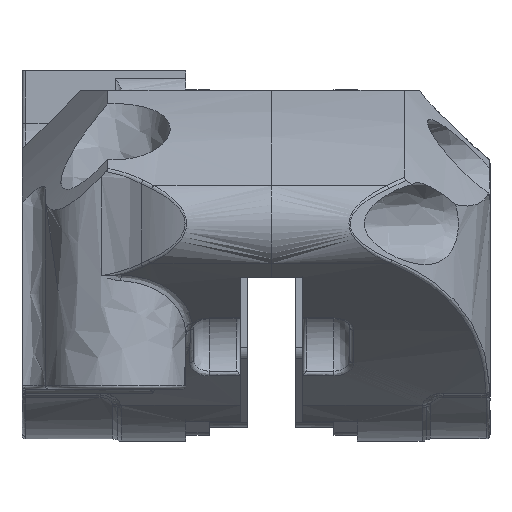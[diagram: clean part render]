
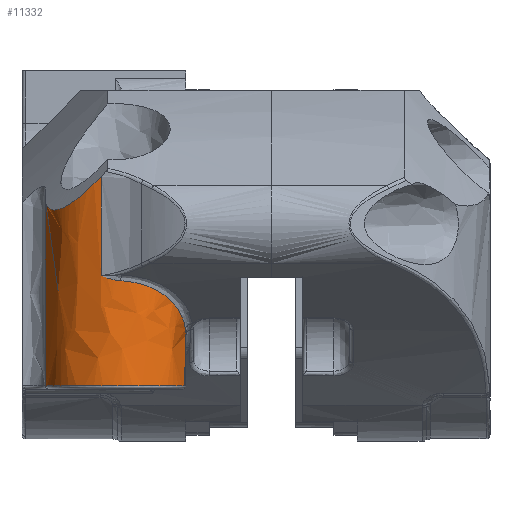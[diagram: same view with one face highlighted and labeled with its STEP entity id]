
A CAD part, front view. The second image highlights one B-rep face of the part: STEP entity #11332.
In plain terms, the highlighted free-form (B-spline) face has degree [1, 2] with [2, 7] control points.
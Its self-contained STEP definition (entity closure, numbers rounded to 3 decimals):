
#10172 = VERTEX_POINT('',#10173);
#10173 = CARTESIAN_POINT('',(-40.109,-56.706,
    9.889));
#10203 = VERTEX_POINT('',#10204);
#10204 = CARTESIAN_POINT('',(-19.896,-46.977,
    9.889));
#10212 = EDGE_CURVE('',#10203,#10172,#10213,.T.);
#10213 = ( BOUNDED_CURVE() B_SPLINE_CURVE(2,(#10214,#10215,#10216,#10217
    ,#10218,#10219,#10220),.UNSPECIFIED.,.F.,.F.) 
B_SPLINE_CURVE_WITH_KNOTS((3,2,2,3),(-8.277,-6.931,
-5.585,-4.238),.UNSPECIFIED.) CURVE() 
GEOMETRIC_REPRESENTATION_ITEM() RATIONAL_B_SPLINE_CURVE((1.,
    0.782,1.,0.782,1.,0.782,1.)) 
REPRESENTATION_ITEM('') );
#10214 = CARTESIAN_POINT('',(-19.896,-46.977,
    9.889));
#10215 = CARTESIAN_POINT('',(-12.139,-53.169,
    9.889));
#10216 = CARTESIAN_POINT('',(-16.448,-62.11,
    9.889));
#10217 = CARTESIAN_POINT('',(-20.757,-71.051,
    9.889));
#10218 = CARTESIAN_POINT('',(-30.433,-68.841,
    9.889));
#10219 = CARTESIAN_POINT('',(-40.109,-66.631,
    9.889));
#10220 = CARTESIAN_POINT('',(-40.109,-56.706,
    9.889));
#11006 = VERTEX_POINT('',#11007);
#11007 = CARTESIAN_POINT('',(-26.732,-69.118,
    28.471));
#11016 = VERTEX_POINT('',#11017);
#11017 = CARTESIAN_POINT('',(-30.24,-68.883,
    29.371));
#11026 = EDGE_CURVE('',#11016,#11006,#11027,.T.);
#11027 = B_SPLINE_CURVE_WITH_KNOTS('',3,(#11028,#11029,#11030,#11031,
    #11032,#11033),.UNSPECIFIED.,.F.,.F.,(4,2,4),(-0.289,
    -0.288,0.),.UNSPECIFIED.);
#11028 = CARTESIAN_POINT('',(-30.24,-68.883,
    29.371));
#11029 = CARTESIAN_POINT('',(-30.236,-68.884,
    29.369));
#11030 = CARTESIAN_POINT('',(-30.232,-68.885,
    29.368));
#11031 = CARTESIAN_POINT('',(-29.119,-69.12,
    28.919));
#11032 = CARTESIAN_POINT('',(-27.932,-69.208,
    28.536));
#11033 = CARTESIAN_POINT('',(-26.732,-69.118,
    28.471));
#11064 = VERTEX_POINT('',#11065);
#11065 = CARTESIAN_POINT('',(-15.281,-57.999,
    19.832));
#11084 = EDGE_CURVE('',#11006,#11064,#11085,.T.);
#11085 = B_SPLINE_CURVE_WITH_KNOTS('',3,(#11086,#11087,#11088,#11089,
    #11090,#11091,#11092),.UNSPECIFIED.,.F.,.F.,(4,1,1,1,4),(
    0.,0.22,0.659,1.098,
    1.537),.UNSPECIFIED.);
#11086 = CARTESIAN_POINT('',(-26.732,-69.118,
    28.471));
#11087 = CARTESIAN_POINT('',(-25.815,-69.05,
    28.421));
#11088 = CARTESIAN_POINT('',(-23.093,-68.539,
    28.054));
#11089 = CARTESIAN_POINT('',(-19.203,-66.304,
    26.424));
#11090 = CARTESIAN_POINT('',(-16.259,-62.379,
    23.422));
#11091 = CARTESIAN_POINT('',(-15.434,-59.459,
    21.053));
#11092 = CARTESIAN_POINT('',(-15.281,-57.999,
    19.832));
#11134 = VERTEX_POINT('',#11135);
#11135 = CARTESIAN_POINT('',(-15.214,-56.653,
    18.798));
#11151 = EDGE_CURVE('',#11064,#11134,#11152,.T.);
#11152 = B_SPLINE_CURVE_WITH_KNOTS('',3,(#11153,#11154,#11155,#11156),
  .UNSPECIFIED.,.F.,.F.,(4,4),(0.,0.131),
  .PIECEWISE_BEZIER_KNOTS.);
#11153 = CARTESIAN_POINT('',(-15.281,-57.999,
    19.832));
#11154 = CARTESIAN_POINT('',(-15.236,-57.565,
    19.468));
#11155 = CARTESIAN_POINT('',(-15.212,-57.086,
    19.167));
#11156 = CARTESIAN_POINT('',(-15.214,-56.653,
    18.798));
#11183 = VERTEX_POINT('',#11184);
#11184 = CARTESIAN_POINT('',(-15.717,-53.203,
    15.688));
#11202 = EDGE_CURVE('',#11134,#11183,#11203,.T.);
#11203 = B_SPLINE_CURVE_WITH_KNOTS('',3,(#11204,#11205,#11206,#11207),
  .UNSPECIFIED.,.F.,.F.,(4,4),(0.,0.358),
  .PIECEWISE_BEZIER_KNOTS.);
#11204 = CARTESIAN_POINT('',(-15.214,-56.653,
    18.798));
#11205 = CARTESIAN_POINT('',(-15.219,-55.468,
    17.787));
#11206 = CARTESIAN_POINT('',(-15.384,-54.338,
    16.701));
#11207 = CARTESIAN_POINT('',(-15.717,-53.203,
    15.688));
#11256 = EDGE_CURVE('',#11183,#10203,#11257,.T.);
#11257 = B_SPLINE_CURVE_WITH_KNOTS('',3,(#11258,#11259,#11260,#11261),
  .UNSPECIFIED.,.F.,.F.,(4,4),(2.025,2.762),
  .PIECEWISE_BEZIER_KNOTS.);
#11258 = CARTESIAN_POINT('',(-15.717,-53.203,
    15.688));
#11259 = CARTESIAN_POINT('',(-16.403,-50.863,
    13.599));
#11260 = CARTESIAN_POINT('',(-17.781,-48.66,
    11.523));
#11261 = CARTESIAN_POINT('',(-19.895,-46.977,
    9.889));
#11332 = ADVANCED_FACE('',(#11333),#11374,.T.);
#11333 = FACE_BOUND('',#11334,.T.);
#11334 = EDGE_LOOP('',(#11335,#11336,#11337,#11338,#11339,#11340,#11341,
    #11348,#11369));
#11335 = ORIENTED_EDGE('',*,*,#10212,.F.);
#11336 = ORIENTED_EDGE('',*,*,#11256,.F.);
#11337 = ORIENTED_EDGE('',*,*,#11202,.F.);
#11338 = ORIENTED_EDGE('',*,*,#11151,.F.);
#11339 = ORIENTED_EDGE('',*,*,#11084,.F.);
#11340 = ORIENTED_EDGE('',*,*,#11026,.F.);
#11341 = ORIENTED_EDGE('',*,*,#11342,.F.);
#11342 = EDGE_CURVE('',#11343,#11016,#11345,.T.);
#11343 = VERTEX_POINT('',#11344);
#11344 = CARTESIAN_POINT('',(-30.24,-68.883,
    46.92));
#11345 = B_SPLINE_CURVE_WITH_KNOTS('',1,(#11346,#11347),.UNSPECIFIED.,
  .F.,.F.,(2,2),(-2.722,-1.454),
  .PIECEWISE_BEZIER_KNOTS.);
#11346 = CARTESIAN_POINT('',(-30.24,-68.883,
    46.92));
#11347 = CARTESIAN_POINT('',(-30.24,-68.883,
    29.371));
#11348 = ORIENTED_EDGE('',*,*,#11349,.F.);
#11349 = EDGE_CURVE('',#11350,#11343,#11352,.T.);
#11350 = VERTEX_POINT('',#11351);
#11351 = CARTESIAN_POINT('',(-40.109,-56.706,
    42.835));
#11352 = B_SPLINE_CURVE_WITH_KNOTS('',3,(#11353,#11354,#11355,#11356,
    #11357,#11358,#11359,#11360,#11361,#11362,#11363,#11364,#11365,
    #11366,#11367,#11368),.UNSPECIFIED.,.F.,.F.,(4,2,2,2,2,2,2,4),(
    2.313,2.449,2.646,2.793,
    2.94,3.118,3.296,3.647),
  .UNSPECIFIED.);
#11353 = CARTESIAN_POINT('',(-40.109,-56.706,
    42.835));
#11354 = CARTESIAN_POINT('',(-40.109,-57.268,
    42.513));
#11355 = CARTESIAN_POINT('',(-40.071,-57.842,
    42.223));
#11356 = CARTESIAN_POINT('',(-39.872,-59.267,
    41.609));
#11357 = CARTESIAN_POINT('',(-39.664,-60.122,
    41.332));
#11358 = CARTESIAN_POINT('',(-39.129,-61.592,
    41.048));
#11359 = CARTESIAN_POINT('',(-38.823,-62.263,
    40.985));
#11360 = CARTESIAN_POINT('',(-38.095,-63.533,
    41.036));
#11361 = CARTESIAN_POINT('',(-37.673,-64.131,
    41.149));
#11362 = CARTESIAN_POINT('',(-36.749,-65.249,
    41.521));
#11363 = CARTESIAN_POINT('',(-36.157,-65.837,
    41.84));
#11364 = CARTESIAN_POINT('',(-34.931,-66.841,
    42.645));
#11365 = CARTESIAN_POINT('',(-34.297,-67.258,
    43.128));
#11366 = CARTESIAN_POINT('',(-32.574,-68.217,
    44.559));
#11367 = CARTESIAN_POINT('',(-31.4,-68.637,
    45.691));
#11368 = CARTESIAN_POINT('',(-30.24,-68.883,
    46.92));
#11369 = ORIENTED_EDGE('',*,*,#11370,.F.);
#11370 = EDGE_CURVE('',#10172,#11350,#11371,.T.);
#11371 = B_SPLINE_CURVE_WITH_KNOTS('',1,(#11372,#11373),.UNSPECIFIED.,
  .F.,.F.,(2,2),(0.045,2.427),.PIECEWISE_BEZIER_KNOTS.);
#11372 = CARTESIAN_POINT('',(-40.109,-56.706,
    9.889));
#11373 = CARTESIAN_POINT('',(-40.109,-56.706,
    42.835));
#11374 = ( BOUNDED_SURFACE() B_SPLINE_SURFACE(1,2,(
    (#11375,#11376,#11377,#11378,#11379,#11380,#11381)
    ,(#11382,#11383,#11384,#11385,#11386,#11387,#11388
)),.UNSPECIFIED.,.F.,.F.,.F.) B_SPLINE_SURFACE_WITH_KNOTS((2,2),(3,2,2,3
    ),(0.05,3.025),(-3.142,-1.795,
    -0.449,0.897),.UNSPECIFIED.) 
GEOMETRIC_REPRESENTATION_ITEM() RATIONAL_B_SPLINE_SURFACE((
    (1.,0.782,1.,0.782,1.,0.782,1.)
    ,(1.,0.782,1.,0.782,1.,0.782,1.
))) REPRESENTATION_ITEM('') SURFACE() );
#11375 = CARTESIAN_POINT('',(-40.109,-56.706,
    46.92));
#11376 = CARTESIAN_POINT('',(-40.109,-66.631,
    46.92));
#11377 = CARTESIAN_POINT('',(-30.433,-68.841,
    46.92));
#11378 = CARTESIAN_POINT('',(-20.757,-71.051,
    46.92));
#11379 = CARTESIAN_POINT('',(-16.448,-62.11,
    46.92));
#11380 = CARTESIAN_POINT('',(-12.139,-53.169,
    46.92));
#11381 = CARTESIAN_POINT('',(-19.896,-46.977,
    46.92));
#11382 = CARTESIAN_POINT('',(-40.109,-56.706,
    9.889));
#11383 = CARTESIAN_POINT('',(-40.109,-66.631,
    9.889));
#11384 = CARTESIAN_POINT('',(-30.433,-68.841,
    9.889));
#11385 = CARTESIAN_POINT('',(-20.757,-71.051,
    9.889));
#11386 = CARTESIAN_POINT('',(-16.448,-62.11,
    9.889));
#11387 = CARTESIAN_POINT('',(-12.139,-53.169,
    9.889));
#11388 = CARTESIAN_POINT('',(-19.896,-46.977,
    9.889));
